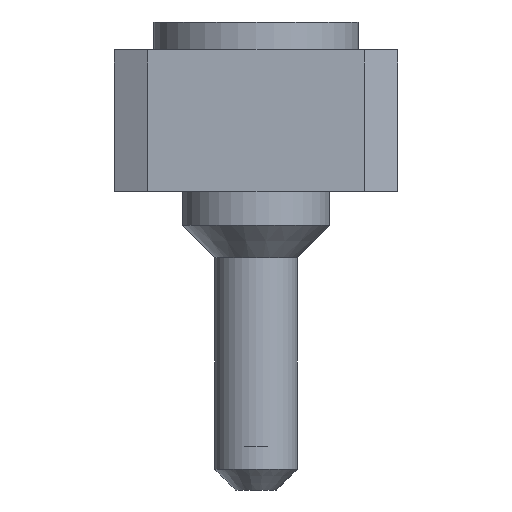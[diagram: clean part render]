
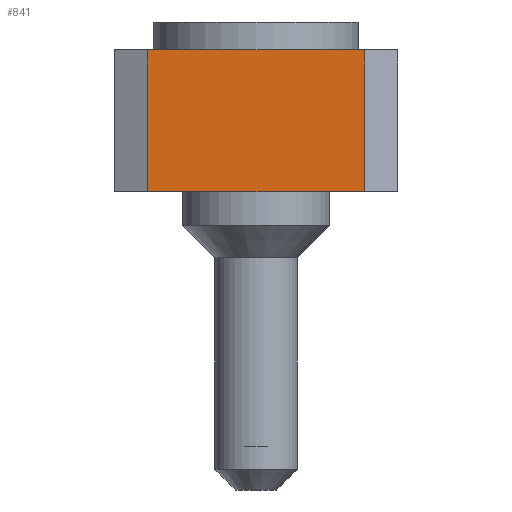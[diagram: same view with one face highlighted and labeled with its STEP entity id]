
A CAD part, left-side view. The second image highlights one B-rep face of the part: STEP entity #841.
In plain terms, the highlighted planar face has unit normal (-1, 0, 0).
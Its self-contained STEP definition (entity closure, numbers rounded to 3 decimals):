
#841=ADVANCED_FACE('',(#1785),#1787,.T.);
#1785=FACE_BOUND('',#1786,.T.);
#1786=EDGE_LOOP('',(#2627,#2628,#2629,#2630));
#1787=PLANE('',#1788);
#1788=AXIS2_PLACEMENT_3D('',#1789,#1790,#1791);
#1789=CARTESIAN_POINT('',(-1.385,0.97,0.59));
#1790=DIRECTION('',(-1.,0.,0.));
#1791=DIRECTION('',(0.,-1.,0.));
#2627=ORIENTED_EDGE('',*,*,#2852,.T.);
#2628=ORIENTED_EDGE('',*,*,#3031,.T.);
#2629=ORIENTED_EDGE('',*,*,#2926,.F.);
#2630=ORIENTED_EDGE('',*,*,#3032,.F.);
#2852=EDGE_CURVE('',#3183,#3181,#3184,.T.);
#2926=EDGE_CURVE('',#3329,#3331,#3332,.T.);
#3031=EDGE_CURVE('',#3181,#3331,#3490,.T.);
#3032=EDGE_CURVE('',#3183,#3329,#3491,.T.);
#3181=VERTEX_POINT('',#3773);
#3183=VERTEX_POINT('',#3777);
#3184=LINE('',#3778,#3779);
#3329=VERTEX_POINT('',#4093);
#3331=VERTEX_POINT('',#4097);
#3332=LINE('',#4098,#4099);
#3490=LINE('',#4484,#4485);
#3491=LINE('',#4487,#4488);
#3773=CARTESIAN_POINT('',(-1.385,-0.97,0.59));
#3777=CARTESIAN_POINT('',(-1.385,0.97,0.59));
#3778=CARTESIAN_POINT('',(-1.385,0.97,0.59));
#3779=VECTOR('',#3780,1.);
#3780=DIRECTION('',(0.,-1.,0.));
#4093=CARTESIAN_POINT('',(-1.385,0.97,1.86));
#4097=CARTESIAN_POINT('',(-1.385,-0.97,1.86));
#4098=CARTESIAN_POINT('',(-1.385,0.97,1.86));
#4099=VECTOR('',#4100,1.);
#4100=DIRECTION('',(0.,-1.,0.));
#4484=CARTESIAN_POINT('',(-1.385,-0.97,0.59));
#4485=VECTOR('',#4486,1.);
#4486=DIRECTION('',(0.,0.,1.));
#4487=CARTESIAN_POINT('',(-1.385,0.97,0.59));
#4488=VECTOR('',#4489,1.);
#4489=DIRECTION('',(0.,0.,1.));
